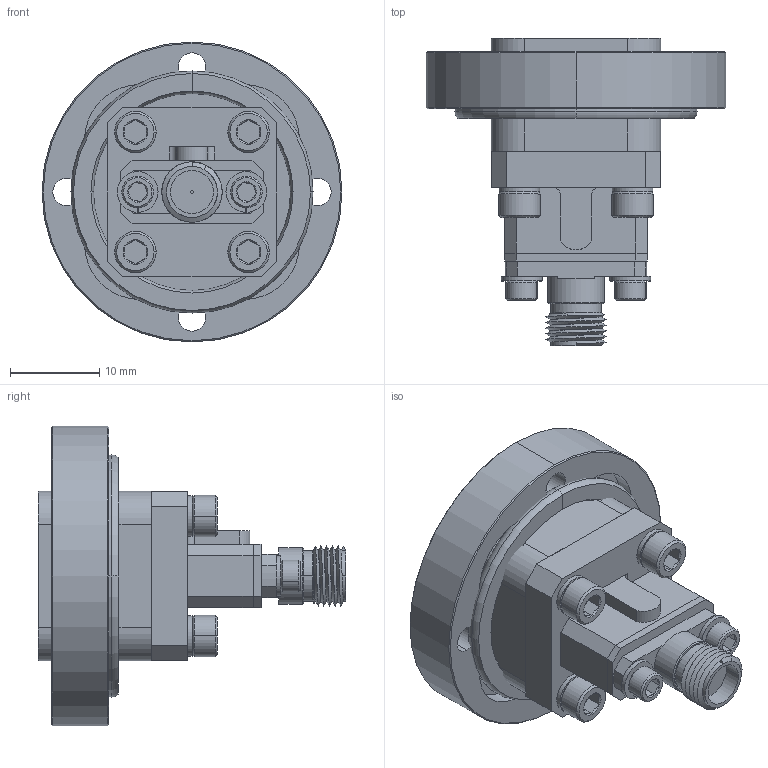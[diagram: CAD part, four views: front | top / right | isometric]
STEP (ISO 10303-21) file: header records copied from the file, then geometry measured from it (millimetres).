
FILE_DESCRIPTION (( 'STEP AP203' ), '1' );
FILE_NAME ('SWC-28KF-E1-WR, df.STEP', '2017-10-04T18:22:16', ( '' ), ( '' ), 'SwSTEP 2.0', 'SolidWorks 2013', '' );
FILE_SCHEMA (( 'CONFIG_CONTROL_DESIGN' ));
Length unit declared in the file: inch
Products named in the file (1): SWC-28KF-E1-WR, df
Bounding box: 33.66 x 34.54 x 33.66 mm (x, y, z)
Surface area: 6155.5 mm2 (no closed solid volume)
Topology: 0 solids, 17 shells, 306 faces, 756 edges, 478 vertices
Faces by surface type: plane 131, cylinder 88, cone 74, torus 11, bspline 2
Entity records: 10535 total; most frequent: CARTESIAN_POINT 3233, DIRECTION 1580, ORIENTED_EDGE 1361, EDGE_CURVE 756, AXIS2_PLACEMENT_3D 594, VERTEX_POINT 478, VECTOR 392, LINE 392
